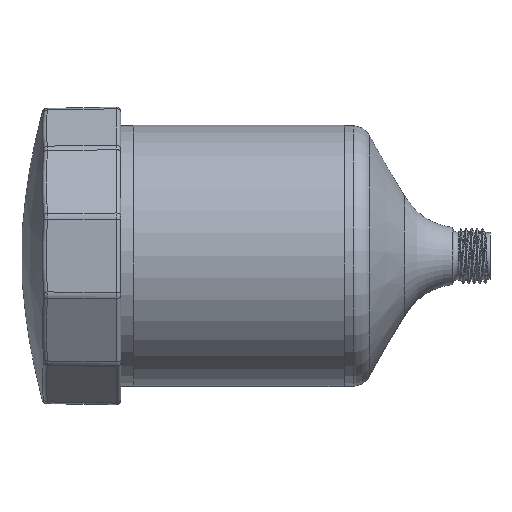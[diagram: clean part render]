
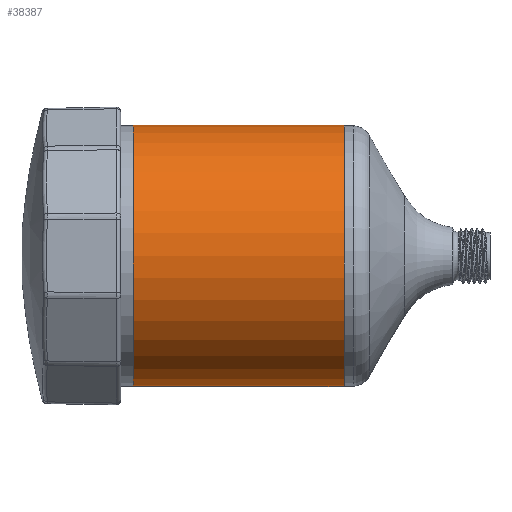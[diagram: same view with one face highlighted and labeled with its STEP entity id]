
A CAD part, top view. The second image highlights one B-rep face of the part: STEP entity #38387.
In plain terms, the highlighted cylindrical face has radius 31.6 mm (diameter 63.2 mm), a partial arc.
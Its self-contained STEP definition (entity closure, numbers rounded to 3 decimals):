
#4648=FACE_OUTER_BOUND('',#6869,.T.);
#6869=EDGE_LOOP('',(#35895,#35896,#35897,#35898));
#10516=LINE('',#86903,#12789);
#10517=LINE('',#86905,#12790);
#12789=VECTOR('',#53428,10.);
#12790=VECTOR('',#53429,10.);
#14561=CIRCLE('',#42707,31.6);
#14562=CIRCLE('',#42709,31.6);
#18271=VERTEX_POINT('',#86894);
#18273=VERTEX_POINT('',#86898);
#18274=VERTEX_POINT('',#86902);
#18275=VERTEX_POINT('',#86904);
#24148=EDGE_CURVE('',#18271,#18273,#14561,.T.);
#24149=EDGE_CURVE('',#18271,#18274,#10516,.T.);
#24150=EDGE_CURVE('',#18275,#18273,#10517,.T.);
#24151=EDGE_CURVE('',#18274,#18275,#14562,.T.);
#35895=ORIENTED_EDGE('',*,*,#24149,.F.);
#35896=ORIENTED_EDGE('',*,*,#24148,.T.);
#35897=ORIENTED_EDGE('',*,*,#24150,.F.);
#35898=ORIENTED_EDGE('',*,*,#24151,.F.);
#36195=CYLINDRICAL_SURFACE('',#42708,31.6);
#38387=ADVANCED_FACE('',(#4648),#36195,.T.);
#42707=AXIS2_PLACEMENT_3D('',#86900,#53424,#53425);
#42708=AXIS2_PLACEMENT_3D('',#86901,#53426,#53427);
#42709=AXIS2_PLACEMENT_3D('',#86906,#53430,#53431);
#53424=DIRECTION('center_axis',(0.,1.,0.));
#53425=DIRECTION('ref_axis',(-1.,0.,0.));
#53426=DIRECTION('center_axis',(0.,1.,0.));
#53427=DIRECTION('ref_axis',(-1.,0.,0.));
#53428=DIRECTION('',(0.,1.,0.));
#53429=DIRECTION('',(0.,-1.,0.));
#53430=DIRECTION('center_axis',(0.,1.,0.));
#53431=DIRECTION('ref_axis',(-1.,0.,0.));
#86894=CARTESIAN_POINT('',(-31.6,-25.5,0.));
#86898=CARTESIAN_POINT('',(31.6,-25.5,0.));
#86900=CARTESIAN_POINT('Origin',(0.,-25.5,0.));
#86901=CARTESIAN_POINT('Origin',(0.,0.,
0.));
#86902=CARTESIAN_POINT('',(-31.6,25.5,0.));
#86903=CARTESIAN_POINT('',(-31.6,-25.5,0.));
#86904=CARTESIAN_POINT('',(31.6,25.5,0.));
#86905=CARTESIAN_POINT('',(31.6,-25.5,0.));
#86906=CARTESIAN_POINT('Origin',(0.,25.5,0.));
